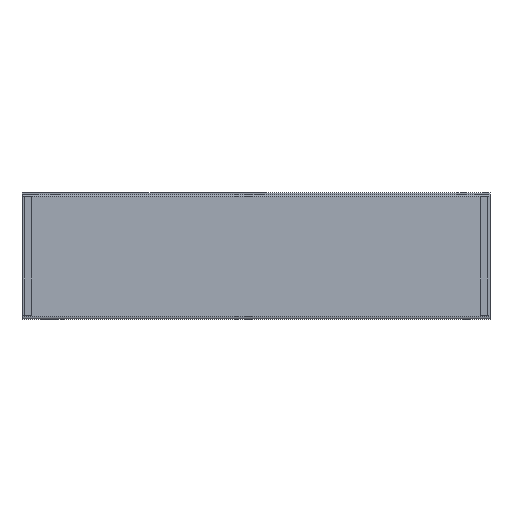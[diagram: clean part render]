
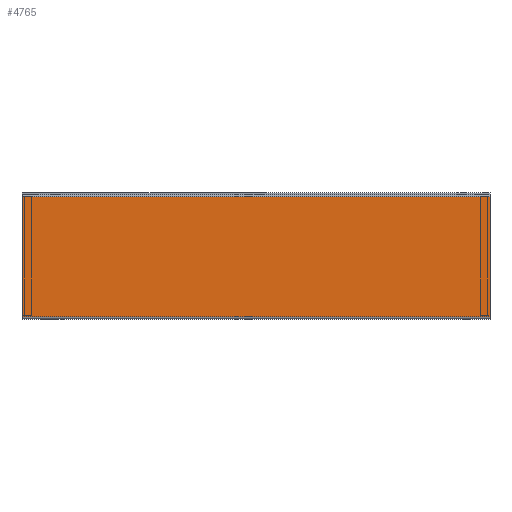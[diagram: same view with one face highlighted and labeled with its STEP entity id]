
A CAD part, left-side view. The second image highlights one B-rep face of the part: STEP entity #4765.
In plain terms, the highlighted planar face has unit normal (-1, 0, 0).
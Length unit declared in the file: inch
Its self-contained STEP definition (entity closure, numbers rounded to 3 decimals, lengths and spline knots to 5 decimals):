
#79 = EDGE_CURVE ( 'NONE', #3626, #5938, #87, .T. ) ;
#87 = LINE ( 'NONE', #1366, #2224 ) ;
#345 = ORIENTED_EDGE ( 'NONE', *, *, #3674, .T. ) ;
#459 = VERTEX_POINT ( 'NONE', #1862 ) ;
#584 = VERTEX_POINT ( 'NONE', #3052 ) ;
#731 = ORIENTED_EDGE ( 'NONE', *, *, #6518, .F. ) ;
#744 = VECTOR ( 'NONE', #827, 39.37008 ) ;
#783 = DIRECTION ( 'NONE',  ( 0., 1., 0. ) ) ;
#827 = DIRECTION ( 'NONE',  ( 0., 0., -1. ) ) ;
#1366 = CARTESIAN_POINT ( 'NONE',  ( -15., -15., 7.857 ) ) ;
#1806 = LINE ( 'NONE', #5643, #744 ) ;
#1862 = CARTESIAN_POINT ( 'NONE',  ( -15., 15., 0.143 ) ) ;
#1870 = LINE ( 'NONE', #1984, #3186 ) ;
#1984 = CARTESIAN_POINT ( 'NONE',  ( -15., -15., 0.143 ) ) ;
#2224 = VECTOR ( 'NONE', #6758, 39.37008 ) ;
#2253 = ORIENTED_EDGE ( 'NONE', *, *, #4037, .T. ) ;
#2389 = CARTESIAN_POINT ( 'NONE',  ( -15., 15., 7.857 ) ) ;
#2473 = ORIENTED_EDGE ( 'NONE', *, *, #79, .F. ) ;
#3052 = CARTESIAN_POINT ( 'NONE',  ( -15., -15., 0.143 ) ) ;
#3094 = CARTESIAN_POINT ( 'NONE',  ( -15., -15., 7.857 ) ) ;
#3186 = VECTOR ( 'NONE', #783, 39.37008 ) ;
#3626 = VERTEX_POINT ( 'NONE', #2389 ) ;
#3674 = EDGE_CURVE ( 'NONE', #3626, #459, #1806, .T. ) ;
#4037 = EDGE_CURVE ( 'NONE', #584, #5938, #4054, .T. ) ;
#4054 = LINE ( 'NONE', #6387, #5488 ) ;
#4432 = DIRECTION ( 'NONE',  ( 0., 0., 1. ) ) ;
#4765 = ADVANCED_FACE ( 'NONE', ( #6695 ), #6615, .T. ) ;
#5018 = DIRECTION ( 'NONE',  ( -1., 0., 0. ) ) ;
#5222 = DIRECTION ( 'NONE',  ( 0., 0., 1. ) ) ;
#5430 = EDGE_LOOP ( 'NONE', ( #345, #731, #2253, #2473 ) ) ;
#5488 = VECTOR ( 'NONE', #5222, 39.37008 ) ;
#5562 = CARTESIAN_POINT ( 'NONE',  ( -15., 15., 0.08553 ) ) ;
#5643 = CARTESIAN_POINT ( 'NONE',  ( -15., 15., 0.095 ) ) ;
#5938 = VERTEX_POINT ( 'NONE', #3094 ) ;
#6387 = CARTESIAN_POINT ( 'NONE',  ( -15., -15., 0.095 ) ) ;
#6518 = EDGE_CURVE ( 'NONE', #584, #459, #1870, .T. ) ;
#6615 = PLANE ( 'NONE',  #7009 ) ;
#6695 = FACE_OUTER_BOUND ( 'NONE', #5430, .T. ) ;
#6758 = DIRECTION ( 'NONE',  ( 0., -1., 0. ) ) ;
#7009 = AXIS2_PLACEMENT_3D ( 'NONE', #5562, #5018, #4432 ) ;
